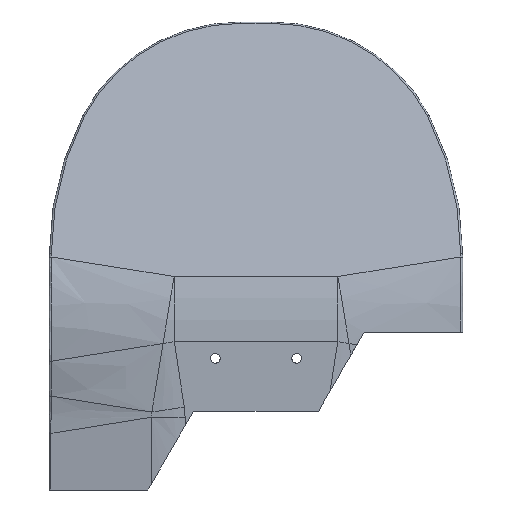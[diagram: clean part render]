
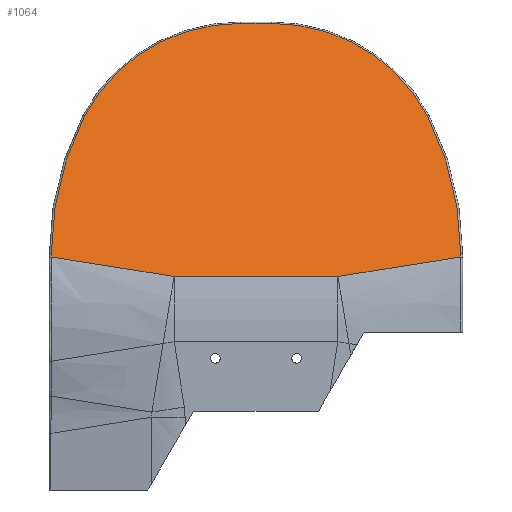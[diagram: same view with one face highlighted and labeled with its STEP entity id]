
A CAD part, front view. The second image highlights one B-rep face of the part: STEP entity #1064.
In plain terms, the highlighted planar face has unit normal (0, -0.946, 0.326).
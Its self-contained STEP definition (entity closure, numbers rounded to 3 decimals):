
#107=B_SPLINE_CURVE_WITH_KNOTS('',3,(#2019,#2020,#2021,#2022),
 .UNSPECIFIED.,.F.,.F.,(4,4),(-6.596,-0.277),
 .UNSPECIFIED.);
#108=B_SPLINE_CURVE_WITH_KNOTS('',3,(#2026,#2027,#2028,#2029),
 .UNSPECIFIED.,.F.,.F.,(4,4),(0.277,6.596),
 .UNSPECIFIED.);
#156=FACE_OUTER_BOUND('',#230,.T.);
#230=EDGE_LOOP('',(#848,#849,#850,#851,#852,#853,#854,#855,#856,#857));
#288=CIRCLE('',#1164,169.593);
#291=CIRCLE('',#1168,87.9);
#295=CIRCLE('',#1174,87.9);
#298=CIRCLE('',#1178,169.593);
#365=LINE('',#1920,#415);
#367=LINE('',#1938,#417);
#368=LINE('',#1953,#418);
#369=LINE('',#2030,#419);
#415=VECTOR('',#1338,10.);
#417=VECTOR('',#1360,10.);
#418=VECTOR('',#1381,10.);
#419=VECTOR('',#1386,10.);
#492=VERTEX_POINT('',#1910);
#493=VERTEX_POINT('',#1918);
#494=VERTEX_POINT('',#1922);
#496=VERTEX_POINT('',#1928);
#498=VERTEX_POINT('',#1934);
#500=VERTEX_POINT('',#1940);
#502=VERTEX_POINT('',#1946);
#503=VERTEX_POINT('',#1951);
#504=VERTEX_POINT('',#2018);
#505=VERTEX_POINT('',#2025);
#608=EDGE_CURVE('',#492,#493,#365,.T.);
#611=EDGE_CURVE('',#493,#494,#288,.T.);
#614=EDGE_CURVE('',#494,#496,#291,.T.);
#617=EDGE_CURVE('',#496,#498,#367,.T.);
#620=EDGE_CURVE('',#498,#500,#295,.T.);
#623=EDGE_CURVE('',#500,#502,#298,.T.);
#625=EDGE_CURVE('',#502,#503,#368,.T.);
#628=EDGE_CURVE('',#503,#504,#107,.T.);
#630=EDGE_CURVE('',#505,#492,#108,.T.);
#631=EDGE_CURVE('',#504,#505,#369,.T.);
#848=ORIENTED_EDGE('',*,*,#625,.F.);
#849=ORIENTED_EDGE('',*,*,#623,.F.);
#850=ORIENTED_EDGE('',*,*,#620,.F.);
#851=ORIENTED_EDGE('',*,*,#617,.F.);
#852=ORIENTED_EDGE('',*,*,#614,.F.);
#853=ORIENTED_EDGE('',*,*,#611,.F.);
#854=ORIENTED_EDGE('',*,*,#608,.F.);
#855=ORIENTED_EDGE('',*,*,#630,.F.);
#856=ORIENTED_EDGE('',*,*,#631,.F.);
#857=ORIENTED_EDGE('',*,*,#628,.F.);
#1032=PLANE('',#1182);
#1064=ADVANCED_FACE('',(#156),#1032,.T.);
#1164=AXIS2_PLACEMENT_3D('',#1926,#1345,#1346);
#1168=AXIS2_PLACEMENT_3D('',#1932,#1353,#1354);
#1174=AXIS2_PLACEMENT_3D('',#1944,#1367,#1368);
#1178=AXIS2_PLACEMENT_3D('',#1949,#1375,#1376);
#1182=AXIS2_PLACEMENT_3D('',#2024,#1384,#1385);
#1338=DIRECTION('',(0.,0.326,0.946));
#1345=DIRECTION('center_axis',(0.,0.946,-0.326));
#1346=DIRECTION('ref_axis',(-0.975,0.073,0.211));
#1353=DIRECTION('center_axis',(0.,0.946,-0.326));
#1354=DIRECTION('ref_axis',(-0.531,0.276,0.801));
#1360=DIRECTION('',(1.,0.,0.));
#1367=DIRECTION('center_axis',(0.,0.946,-0.326));
#1368=DIRECTION('ref_axis',(0.531,0.276,0.801));
#1375=DIRECTION('center_axis',(0.,0.946,-0.326));
#1376=DIRECTION('ref_axis',(0.975,0.073,0.211));
#1381=DIRECTION('',(0.,-0.326,-0.946));
#1384=DIRECTION('center_axis',(0.,-0.946,0.326));
#1385=DIRECTION('ref_axis',(0.,-0.326,-0.946));
#1386=DIRECTION('',(-1.,0.,0.));
#1910=CARTESIAN_POINT('',(1.,4.931,283.113));
#1918=CARTESIAN_POINT('',(1.,5.517,284.814));
#1920=CARTESIAN_POINT('',(1.,33.637,366.48));
#1922=CARTESIAN_POINT('',(17.958,29.583,354.707));
#1926=CARTESIAN_POINT('Origin',(170.593,5.517,284.814));
#1928=CARTESIAN_POINT('',(97.069,45.727,401.592));
#1932=CARTESIAN_POINT('Origin',(97.069,17.109,318.481));
#1934=CARTESIAN_POINT('',(112.481,45.727,401.592));
#1938=CARTESIAN_POINT('',(0.,45.727,401.592));
#1940=CARTESIAN_POINT('',(191.592,29.583,354.707));
#1944=CARTESIAN_POINT('Origin',(112.481,17.109,318.481));
#1946=CARTESIAN_POINT('',(208.55,5.517,284.814));
#1949=CARTESIAN_POINT('Origin',(38.957,5.517,284.814));
#1951=CARTESIAN_POINT('',(208.55,4.931,283.113));
#1953=CARTESIAN_POINT('',(208.55,33.637,366.48));
#2018=CARTESIAN_POINT('',(146.233,1.535,273.251));
#2019=CARTESIAN_POINT('Ctrl Pts',(208.55,4.931,283.113));
#2020=CARTESIAN_POINT('Ctrl Pts',(187.775,3.805,279.843));
#2021=CARTESIAN_POINT('Ctrl Pts',(167.009,2.661,276.521));
#2022=CARTESIAN_POINT('Ctrl Pts',(146.233,1.535,273.251));
#2024=CARTESIAN_POINT('Origin',(0.,46.052,402.538));
#2025=CARTESIAN_POINT('',(63.317,1.535,273.251));
#2026=CARTESIAN_POINT('Ctrl Pts',(63.317,1.535,273.251));
#2027=CARTESIAN_POINT('Ctrl Pts',(42.541,2.661,276.521));
#2028=CARTESIAN_POINT('Ctrl Pts',(21.775,3.805,279.843));
#2029=CARTESIAN_POINT('Ctrl Pts',(1.,4.931,283.113));
#2030=CARTESIAN_POINT('',(0.,1.535,273.251));
